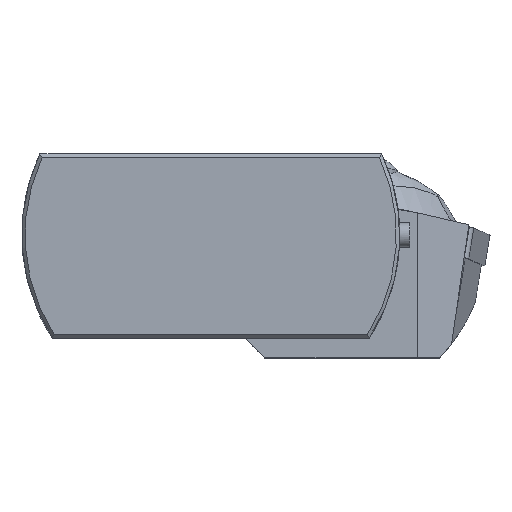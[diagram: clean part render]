
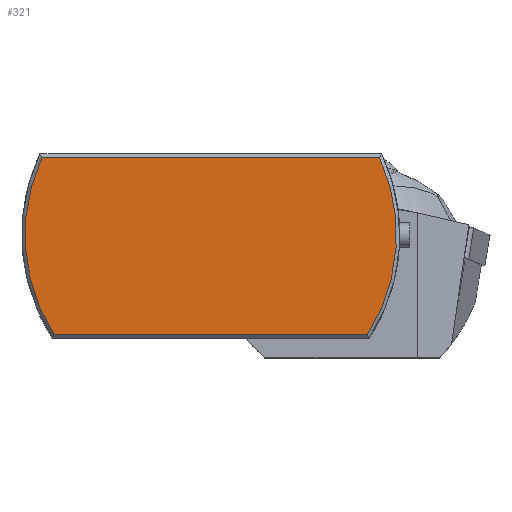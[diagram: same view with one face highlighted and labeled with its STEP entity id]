
A CAD part, top view. The second image highlights one B-rep face of the part: STEP entity #321.
In plain terms, the highlighted planar face has unit normal (0, 0, 1).
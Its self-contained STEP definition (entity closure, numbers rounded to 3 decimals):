
#211=FACE_OUTER_BOUND('',#494,.T.);
#321=ADVANCED_FACE('',(#211),#395,.T.);
#395=PLANE('',#1877);
#494=EDGE_LOOP('',(#869,#870,#871,#872));
#591=CIRCLE('',#1812,37.825);
#593=CIRCLE('',#1816,37.825);
#869=ORIENTED_EDGE('',*,*,#1307,.F.);
#870=ORIENTED_EDGE('',*,*,#1297,.T.);
#871=ORIENTED_EDGE('',*,*,#1302,.F.);
#872=ORIENTED_EDGE('',*,*,#1305,.F.);
#1137=VERTEX_POINT('',#2577);
#1138=VERTEX_POINT('',#2578);
#1140=VERTEX_POINT('',#2594);
#1142=VERTEX_POINT('',#2603);
#1297=EDGE_CURVE('',#1137,#1138,#1504,.T.);
#1302=EDGE_CURVE('',#1140,#1138,#591,.T.);
#1305=EDGE_CURVE('',#1142,#1140,#1506,.T.);
#1307=EDGE_CURVE('',#1137,#1142,#593,.T.);
#1504=LINE('',#2576,#1610);
#1506=LINE('',#2604,#1612);
#1610=VECTOR('',#2030,1.);
#1612=VECTOR('',#2040,1.);
#1812=AXIS2_PLACEMENT_3D('',#2596,#2034,#2035);
#1816=AXIS2_PLACEMENT_3D('',#2607,#2044,#2045);
#1877=AXIS2_PLACEMENT_3D('',#2810,#2214,#2215);
#2030=DIRECTION('',(-1.,0.,0.));
#2034=DIRECTION('',(0.,0.,-1.));
#2035=DIRECTION('',(1.,0.,0.));
#2040=DIRECTION('',(-1.,0.,0.));
#2044=DIRECTION('',(0.,0.,-1.));
#2045=DIRECTION('',(1.,0.,0.));
#2214=DIRECTION('',(0.,0.,1.));
#2215=DIRECTION('',(1.,0.,0.));
#2576=CARTESIAN_POINT('',(-6.608,15.825,0.));
#2577=CARTESIAN_POINT('',(34.355,15.825,0.));
#2578=CARTESIAN_POINT('',(-34.355,15.825,0.));
#2594=CARTESIAN_POINT('',(-31.9,-20.325,0.));
#2596=CARTESIAN_POINT('',(0.,0.,0.));
#2603=CARTESIAN_POINT('',(31.9,-20.325,0.));
#2604=CARTESIAN_POINT('',(-6.608,-20.325,0.));
#2607=CARTESIAN_POINT('',(0.,0.,0.));
#2810=CARTESIAN_POINT('',(0.,0.,0.));
